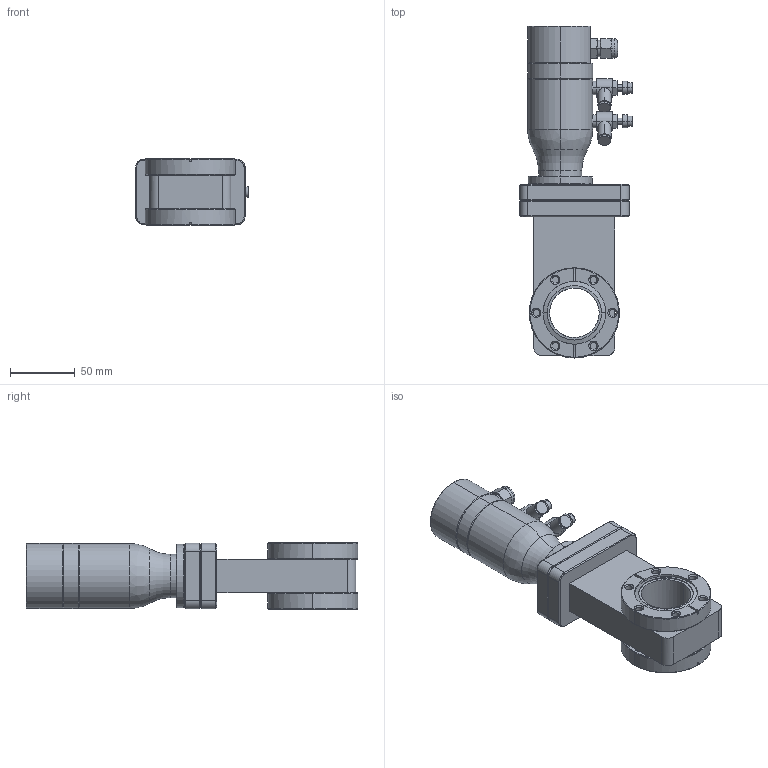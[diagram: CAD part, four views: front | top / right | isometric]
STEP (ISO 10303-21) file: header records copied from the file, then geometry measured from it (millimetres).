
FILE_DESCRIPTION (( 'STEP AP214' ), '1' );
FILE_NAME ('G1500_PNEUMATIC_GATE_VALVE_METAL_SEAL_BONNET.STEP', '2020-02-04T07:34:26', ( 'admin' ), ( 'Microsoft' ), 'SwSTEP 2.0', 'SolidWorks 2016', '' );
FILE_SCHEMA (( 'AUTOMOTIVE_DESIGN' ));
Length unit declared in the file: inch
Products named in the file (1): G1500_PNEUMATIC_GATE_VALVE_METAL_SEAL_BONNET
Bounding box: 86.61 x 255.35 x 51.49 mm (x, y, z)
Volume: 535828.6 mm3; surface area: 75988.1 mm2
Topology: 1 solids, 1 shells, 477 faces, 1203 edges, 781 vertices
Faces by surface type: plane 211, cylinder 141, cone 119, torus 4, bspline 2
Entity records: 20592 total; most frequent: CARTESIAN_POINT 9868, ORIENTED_EDGE 2406, DIRECTION 1869, EDGE_CURVE 1203, VERTEX_POINT 781, AXIS2_PLACEMENT_3D 679, EDGE_LOOP 540, VECTOR 511
